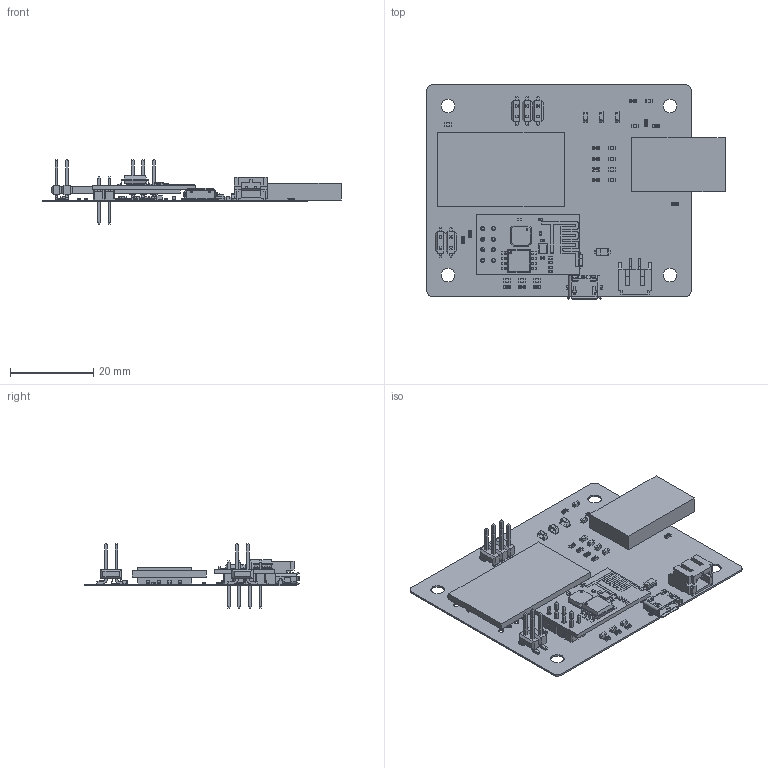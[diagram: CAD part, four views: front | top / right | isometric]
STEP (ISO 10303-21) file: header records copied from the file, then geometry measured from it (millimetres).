
FILE_DESCRIPTION(('Open CASCADE Model'),'2;1');
FILE_NAME('Open CASCADE Shape Model','2016-12-04T17:49:27',('Author'),( 'Open CASCADE'),'Open CASCADE STEP processor 6.8','Open CASCADE 6.8' ,'Unknown');
FILE_SCHEMA(('AUTOMOTIVE_DESIGN { 1 0 10303 214 1 1 1 1 }'));
Length unit declared in the file: millimetre
Products named in the file (75): PCB; Board; J4; ZX62-AB-5PA; R20; 0603; R19; R18; R17; J3; User_Library-Wi07C; C7; 0603_3427014960; 3V3; keystone5015; C1; C2; C3; C4; C5; C6; D1; 854748736; Extruded; 854748872; D2; D3; D4; D5; D6; D7; CircuitWorks-SOD123; D8; GND; J1; 854749144; J2; S2B-PH-SM4-TB; R1; R2 ...
Assembly tree (123 placements, depth 4):
  PCB
    Board
    J4
      ZX62-AB-5PA
        ZX62-AB-5PA
    R20
      0603
    R19
      0603
    R18
      0603
    R17
      0603
    J3
      User_Library-Wi07C
    C7
      0603_3427014960
    3V3
      keystone5015
    C1
      0603_3427014960
    C2
      0603_3427014960
    C3
      0603_3427014960
    C4
      0603_3427014960
    C5
      0603_3427014960
    C6
      0603_3427014960
    D1
      854748736  x2
        Extruded
      854748872
        Extruded
    D2
      854748736  x2
        Extruded
      854748872
        Extruded
    D3
      854748736  x2
        Extruded
      854748872
        Extruded
    D4
      854748736  x2
        Extruded
      854748872
        Extruded
    D5
      854748736  x2
        Extruded
      854748872
        Extruded
    D6
      854748736  x2
        Extruded
      854748872
Bounding box: 71.67 x 51.47 x 15.45 mm (x, y, z)
Volume: 3774.2 mm3; surface area: 11415.2 mm2
Topology: 129 solids, 218 shells, 4367 faces, 11601 edges, 7735 vertices
Faces by surface type: plane 2563, bspline 1097, cylinder 585, torus 60, sphere 56, cone 6
Full cylindrical faces by diameter (mm): 1.27 x32, 3.264 x4
Entity records: 71586 total; most frequent: CARTESIAN_POINT 15597, DIRECTION 9388, ORIENTED_EDGE 9001, EDGE_CURVE 5006, LINE 3916, VECTOR 3916, VERTEX_POINT 3399, AXIS2_PLACEMENT_3D 2736
